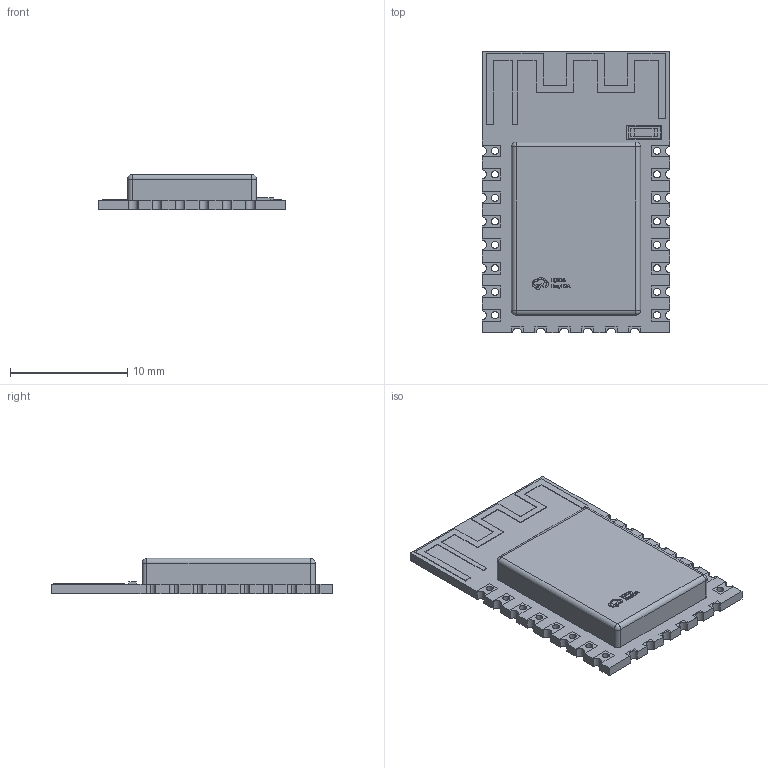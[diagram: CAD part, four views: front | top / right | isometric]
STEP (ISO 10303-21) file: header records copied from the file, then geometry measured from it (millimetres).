
FILE_DESCRIPTION (( 'STEP AP214' ), '1' );
FILE_NAME ('WIFIM-SMD_L24.0-W16.0-H3.0-WIZFI360-PA.step', '2022-07-15T05:00:17', ( '' ), ( '' ), 'SwSTEP 2.0', 'SolidWorks 2020', '' );
FILE_SCHEMA (( 'AUTOMOTIVE_DESIGN' ));
Length unit declared in the file: millimetre
Products named in the file (1): WIFIM-SMD_L24.0-W16.0-H3.0-WIZFI360-PA
Bounding box: 16 x 24 x 3 mm (x, y, z)
Volume: 655.8 mm3; surface area: 954.5 mm2
Topology: 14 solids, 14 shells, 432 faces, 1313 edges, 918 vertices
Faces by surface type: plane 260, bspline 98, cylinder 70, sphere 4
Entity records: 20386 total; most frequent: CARTESIAN_POINT 4162, ORIENTED_EDGE 2618, DIRECTION 1905, EDGE_CURVE 1309, LINE 955, VECTOR 955, VERTEX_POINT 918, EDGE_LOOP 489
